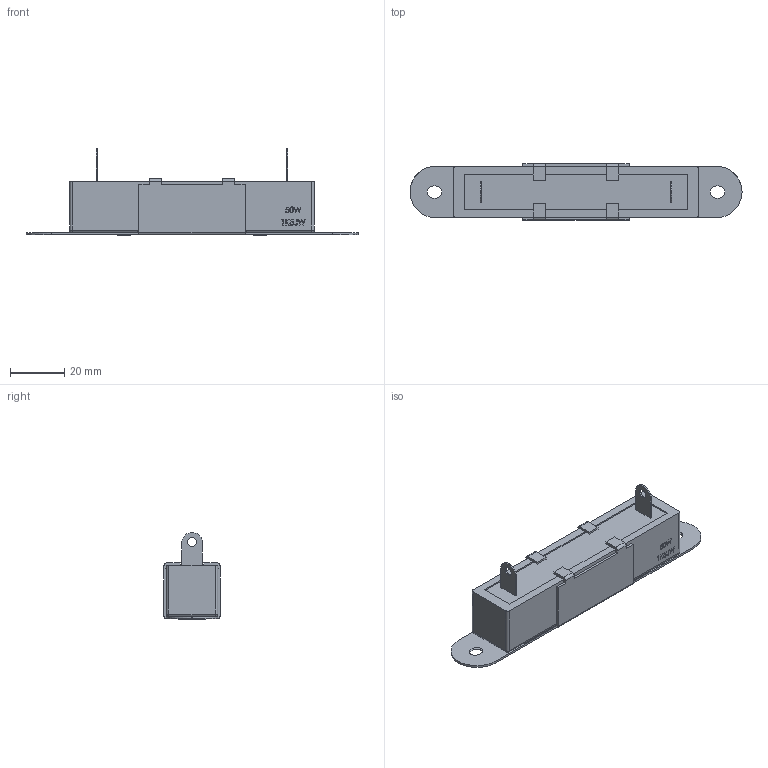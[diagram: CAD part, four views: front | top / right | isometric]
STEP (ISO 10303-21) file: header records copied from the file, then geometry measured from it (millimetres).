
FILE_DESCRIPTION (( 'STEP AP203' ), '1' );
FILE_NAME ('WPRT50SR.STEP', '2016-02-23T09:43:12', ( '' ), ( '' ), 'SwSTEP 2.0', 'SolidWorks 2015', '' );
FILE_SCHEMA (( 'CONFIG_CONTROL_DESIGN' ));
Length unit declared in the file: millimetre
Products named in the file (1): WPRT50SR
Bounding box: 122 x 20.6 x 32 mm (x, y, z)
Surface area: 14006.3 mm2 (no closed solid volume)
Topology: 0 solids, 4 shells, 116 faces, 399 edges, 295 vertices
Faces by surface type: plane 84, cylinder 28, sphere 4
Entity records: 4879 total; most frequent: CARTESIAN_POINT 1325, ORIENTED_EDGE 734, DIRECTION 659, EDGE_CURVE 395, VECTOR 301, LINE 301, VERTEX_POINT 295, AXIS2_PLACEMENT_3D 179
